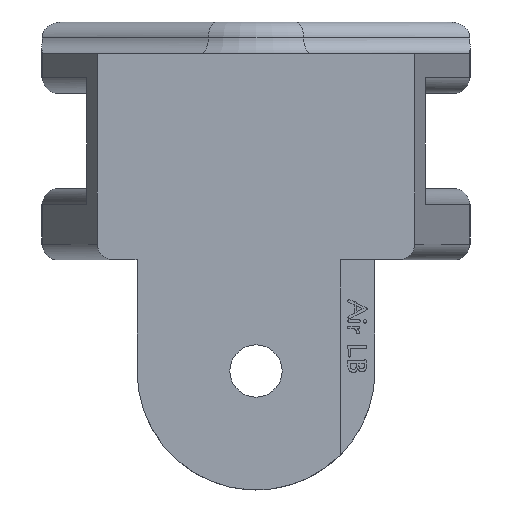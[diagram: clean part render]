
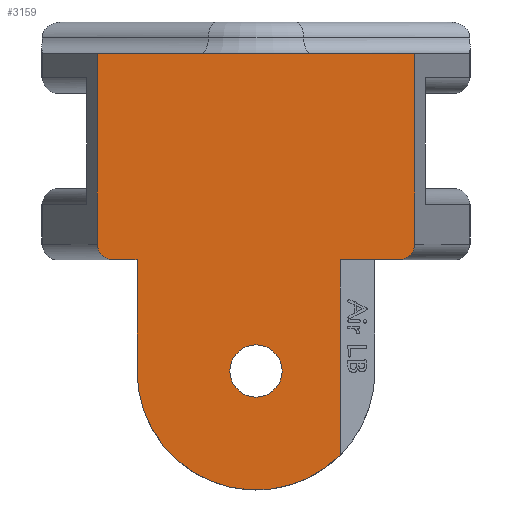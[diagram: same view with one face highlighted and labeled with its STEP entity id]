
A CAD part, front view. The second image highlights one B-rep face of the part: STEP entity #3159.
In plain terms, the highlighted planar face has unit normal (0, -1, 0).
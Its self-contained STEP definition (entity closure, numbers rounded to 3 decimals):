
#9=DIRECTION('',(1.,0.,0.));
#10=VECTOR('',#9,3.666);
#11=CARTESIAN_POINT('',(5.3,0.,0.));
#12=LINE('',#11,#10);
#49=DIRECTION('',(1.,0.,0.));
#50=VECTOR('',#49,1.466);
#51=CARTESIAN_POINT('',(-8.966,0.,0.));
#52=LINE('',#51,#50);
#565=DIRECTION('',(0.,0.,1.));
#566=VECTOR('',#565,12.307);
#567=CARTESIAN_POINT('',(5.3,0.,-12.307));
#568=LINE('',#567,#566);
#569=CARTESIAN_POINT('',(0.,0.,-7.));
#570=DIRECTION('',(0.,1.,0.));
#571=DIRECTION('',(0.707,0.,-0.708));
#572=AXIS2_PLACEMENT_3D('',#569,#570,#571);
#574=DIRECTION('',(0.,0.,1.));
#575=VECTOR('',#574,7.);
#576=CARTESIAN_POINT('',(-7.5,0.,-7.));
#577=LINE('',#576,#575);
#578=CARTESIAN_POINT('',(-10.,0.,1.));
#579=CARTESIAN_POINT('',(-10.,0.,0.83));
#580=CARTESIAN_POINT('',(-9.923,0.,0.568));
#581=CARTESIAN_POINT('',(-9.709,0.,0.274));
#582=CARTESIAN_POINT('',(-9.404,0.,0.071));
#583=CARTESIAN_POINT('',(-9.135,0.,0.));
#584=CARTESIAN_POINT('',(-8.966,0.,0.));
#586=DIRECTION('',(0.,0.,1.));
#587=VECTOR('',#586,12.);
#588=CARTESIAN_POINT('',(-10.,0.,1.));
#589=LINE('',#588,#587);
#590=DIRECTION('',(1.,0.,0.));
#591=VECTOR('',#590,20.);
#592=CARTESIAN_POINT('',(-10.,0.,13.));
#593=LINE('',#592,#591);
#594=CARTESIAN_POINT('',(8.966,0.,0.));
#595=CARTESIAN_POINT('',(9.135,0.,0.));
#596=CARTESIAN_POINT('',(9.404,0.,0.071));
#597=CARTESIAN_POINT('',(9.709,0.,0.274));
#598=CARTESIAN_POINT('',(9.923,0.,0.568));
#599=CARTESIAN_POINT('',(10.,0.,0.83));
#600=CARTESIAN_POINT('',(10.,0.,1.));
#602=CARTESIAN_POINT('',(0.,0.,-7.));
#603=DIRECTION('',(0.,-1.,0.));
#604=DIRECTION('',(1.,0.,0.));
#605=AXIS2_PLACEMENT_3D('',#602,#603,#604);
#607=CARTESIAN_POINT('',(0.,0.,-7.));
#608=DIRECTION('',(0.,-1.,0.));
#609=DIRECTION('',(-1.,0.,0.));
#610=AXIS2_PLACEMENT_3D('',#607,#608,#609);
#1086=DIRECTION('',(0.,0.,1.));
#1087=VECTOR('',#1086,12.);
#1088=CARTESIAN_POINT('',(10.,0.,1.));
#1089=LINE('',#1088,#1087);
#2329=CARTESIAN_POINT('',(-10.,0.,13.));
#2330=CARTESIAN_POINT('',(10.,0.,13.));
#2331=VERTEX_POINT('',#2329);
#2332=VERTEX_POINT('',#2330);
#2345=CARTESIAN_POINT('',(-7.5,0.,-7.));
#2346=VERTEX_POINT('',#2345);
#2347=CARTESIAN_POINT('',(-7.5,0.,0.));
#2348=VERTEX_POINT('',#2347);
#2479=VERTEX_POINT('',#578);
#2480=VERTEX_POINT('',#584);
#2497=VERTEX_POINT('',#594);
#2498=VERTEX_POINT('',#600);
#2519=CARTESIAN_POINT('',(5.3,0.,-12.307));
#2520=CARTESIAN_POINT('',(5.3,0.,0.));
#2521=VERTEX_POINT('',#2519);
#2522=VERTEX_POINT('',#2520);
#2531=CARTESIAN_POINT('',(1.65,0.,-7.));
#2532=CARTESIAN_POINT('',(-1.65,0.,-7.));
#2533=VERTEX_POINT('',#2531);
#2534=VERTEX_POINT('',#2532);
#3130=CARTESIAN_POINT('',(-10.,0.,0.));
#3131=DIRECTION('',(0.,-1.,0.));
#3132=DIRECTION('',(1.,0.,0.));
#3133=AXIS2_PLACEMENT_3D('',#3130,#3131,#3132);
#3134=PLANE('',#3133);
#3135=ORIENTED_EDGE('',*,*,#2801,.F.);
#3136=ORIENTED_EDGE('',*,*,#3122,.F.);
#3137=ORIENTED_EDGE('',*,*,#3112,.T.);
#3139=ORIENTED_EDGE('',*,*,#3138,.T.);
#3140=ORIENTED_EDGE('',*,*,#2821,.F.);
#3142=ORIENTED_EDGE('',*,*,#3141,.F.);
#3144=ORIENTED_EDGE('',*,*,#3143,.T.);
#3146=ORIENTED_EDGE('',*,*,#3145,.T.);
#3148=ORIENTED_EDGE('',*,*,#3147,.F.);
#3150=ORIENTED_EDGE('',*,*,#3149,.F.);
#3151=EDGE_LOOP('',(#3135,#3136,#3137,#3139,#3140,#3142,#3144,#3146,#3148,
#3150));
#3152=FACE_OUTER_BOUND('',#3151,.F.);
#3154=ORIENTED_EDGE('',*,*,#3153,.T.);
#3156=ORIENTED_EDGE('',*,*,#3155,.T.);
#3157=EDGE_LOOP('',(#3154,#3156));
#3158=FACE_BOUND('',#3157,.F.);
#3159=ADVANCED_FACE('',(#3152,#3158),#3134,.T.);
#573=CIRCLE('',#572,7.5);
#585=B_SPLINE_CURVE_WITH_KNOTS('',3,(#578,#579,#580,#581,#582,#583,#584),
.UNSPECIFIED.,.F.,.F.,(4,1,1,1,4),(0.,0.25,0.5,0.75,1.),
.UNSPECIFIED.);
#601=B_SPLINE_CURVE_WITH_KNOTS('',3,(#594,#595,#596,#597,#598,#599,#600),
.UNSPECIFIED.,.F.,.F.,(4,1,1,1,4),(0.,0.25,0.5,0.75,1.),
.UNSPECIFIED.);
#606=CIRCLE('',#605,1.65);
#611=CIRCLE('',#610,1.65);
#2801=EDGE_CURVE('',#2522,#2497,#12,.T.);
#2821=EDGE_CURVE('',#2480,#2348,#52,.T.);
#3112=EDGE_CURVE('',#2521,#2346,#573,.T.);
#3122=EDGE_CURVE('',#2521,#2522,#568,.T.);
#3138=EDGE_CURVE('',#2346,#2348,#577,.T.);
#3141=EDGE_CURVE('',#2479,#2480,#585,.T.);
#3143=EDGE_CURVE('',#2479,#2331,#589,.T.);
#3145=EDGE_CURVE('',#2331,#2332,#593,.T.);
#3147=EDGE_CURVE('',#2498,#2332,#1089,.T.);
#3149=EDGE_CURVE('',#2497,#2498,#601,.T.);
#3153=EDGE_CURVE('',#2533,#2534,#606,.T.);
#3155=EDGE_CURVE('',#2534,#2533,#611,.T.);
